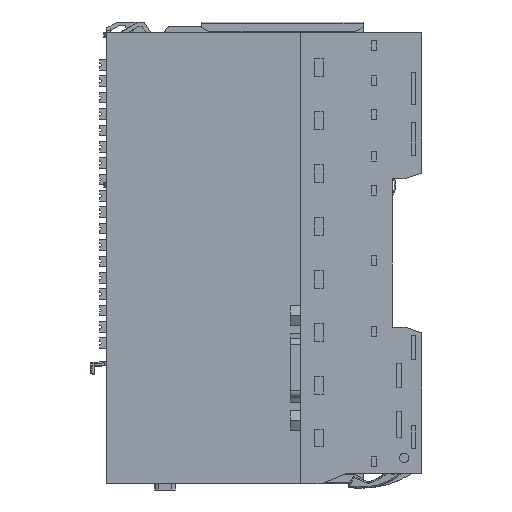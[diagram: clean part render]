
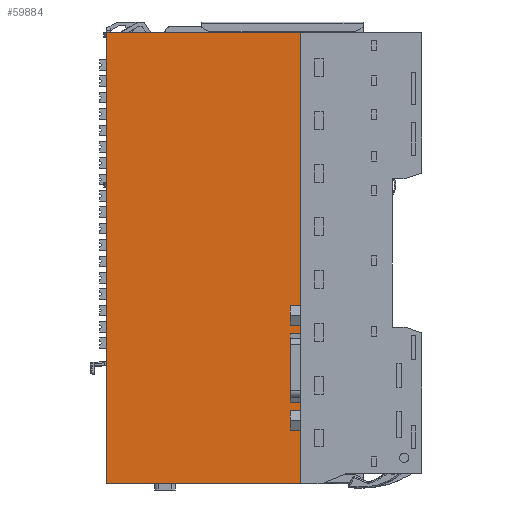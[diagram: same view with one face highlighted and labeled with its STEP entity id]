
A CAD part, left-side view. The second image highlights one B-rep face of the part: STEP entity #59884.
In plain terms, the highlighted planar face has unit normal (-1, 0.018, 0).
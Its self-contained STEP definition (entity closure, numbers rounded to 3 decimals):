
#533=DIRECTION('',(0.017,1.,0.));
#534=VECTOR('',#533,46.207);
#535=CARTESIAN_POINT('',(-24.307,18.9,-55.));
#536=LINE('',#535,#534);
#1863=DIRECTION('',(0.017,1.,0.));
#1864=VECTOR('',#1863,46.207);
#1865=CARTESIAN_POINT('',(-24.307,18.9,52.5));
#1866=LINE('',#1865,#1864);
#5992=DIRECTION('',(0.,0.,1.));
#5993=VECTOR('',#5992,107.5);
#5994=CARTESIAN_POINT('',(-23.5,65.1,-55.));
#5995=LINE('',#5994,#5993);
#19654=DIRECTION('',(0.,0.,-1.));
#19655=VECTOR('',#19654,105.5);
#19656=CARTESIAN_POINT('',(-24.307,18.9,51.5));
#19657=LINE('',#19656,#19655);
#19658=DIRECTION('',(0.,0.,-1.));
#19659=VECTOR('',#19658,1.);
#19660=CARTESIAN_POINT('',(-24.307,18.9,-54.));
#19661=LINE('',#19660,#19659);
#19662=DIRECTION('',(0.,0.,-1.));
#19663=VECTOR('',#19662,1.);
#19664=CARTESIAN_POINT('',(-24.307,18.9,52.5));
#19665=LINE('',#19664,#19663);
#30444=CARTESIAN_POINT('',(-23.5,65.1,-55.));
#30445=CARTESIAN_POINT('',(-23.5,65.1,52.5));
#30446=VERTEX_POINT('',#30444);
#30447=VERTEX_POINT('',#30445);
#30449=CARTESIAN_POINT('',(-24.307,18.9,-55.));
#30451=VERTEX_POINT('',#30449);
#30453=CARTESIAN_POINT('',(-24.307,18.9,52.5));
#30455=VERTEX_POINT('',#30453);
#31649=CARTESIAN_POINT('',(-24.307,18.9,-54.));
#31651=VERTEX_POINT('',#31649);
#31655=CARTESIAN_POINT('',(-24.307,18.9,51.5));
#31656=VERTEX_POINT('',#31655);
#59868=CARTESIAN_POINT('',(-24.307,18.9,52.5));
#59869=DIRECTION('',(1.,-0.017,0.));
#59870=DIRECTION('',(0.017,1.,0.));
#59871=AXIS2_PLACEMENT_3D('',#59868,#59869,#59870);
#59872=PLANE('',#59871);
#59874=ORIENTED_EDGE('',*,*,#59873,.T.);
#59876=ORIENTED_EDGE('',*,*,#59875,.T.);
#59877=ORIENTED_EDGE('',*,*,#32409,.T.);
#59878=ORIENTED_EDGE('',*,*,#38777,.T.);
#59879=ORIENTED_EDGE('',*,*,#34572,.F.);
#59881=ORIENTED_EDGE('',*,*,#59880,.T.);
#59882=EDGE_LOOP('',(#59874,#59876,#59877,#59878,#59879,#59881));
#59883=FACE_OUTER_BOUND('',#59882,.F.);
#59884=ADVANCED_FACE('',(#59883),#59872,.F.);
#32409=EDGE_CURVE('',#30451,#30446,#536,.T.);
#34572=EDGE_CURVE('',#30455,#30447,#1866,.T.);
#38777=EDGE_CURVE('',#30446,#30447,#5995,.T.);
#59873=EDGE_CURVE('',#31656,#31651,#19657,.T.);
#59875=EDGE_CURVE('',#31651,#30451,#19661,.T.);
#59880=EDGE_CURVE('',#30455,#31656,#19665,.T.);
